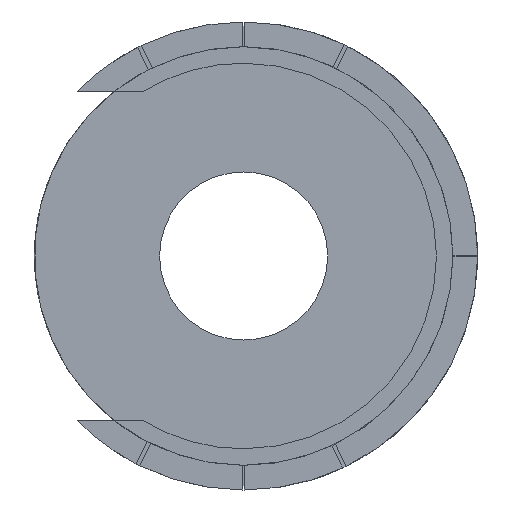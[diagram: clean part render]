
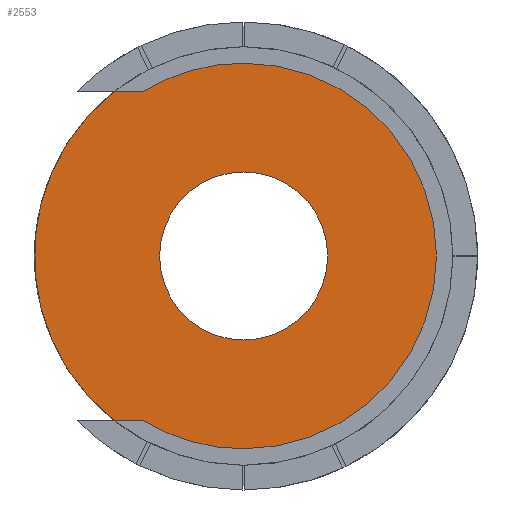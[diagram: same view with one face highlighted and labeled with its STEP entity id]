
A CAD part, left-side view. The second image highlights one B-rep face of the part: STEP entity #2553.
In plain terms, the highlighted planar face has unit normal (-1, 0, 0).
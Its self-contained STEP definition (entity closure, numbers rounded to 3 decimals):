
#56 = CIRCLE ( 'NONE', #1315, 10.2 ) ;
#84 = CARTESIAN_POINT ( 'NONE',  ( 19.8, 12.147, 20. ) ) ;
#128 = ORIENTED_EDGE ( 'NONE', *, *, #1950, .F. ) ;
#177 = CARTESIAN_POINT ( 'NONE',  ( 19.8, 0., 0. ) ) ;
#219 = VERTEX_POINT ( 'NONE', #726 ) ;
#233 = FACE_BOUND ( 'NONE', #2546, .T. ) ;
#304 = EDGE_CURVE ( 'NONE', #683, #2101, #2404, .T. ) ;
#317 = DIRECTION ( 'NONE',  ( 0., 0., 1. ) ) ;
#409 = ORIENTED_EDGE ( 'NONE', *, *, #1048, .T. ) ;
#444 = VERTEX_POINT ( 'NONE', #1974 ) ;
#449 = DIRECTION ( 'NONE',  ( -1., 0., 0. ) ) ;
#465 = ORIENTED_EDGE ( 'NONE', *, *, #508, .F. ) ;
#489 = CARTESIAN_POINT ( 'NONE',  ( 19.8, 0., -10.2 ) ) ;
#508 = EDGE_CURVE ( 'NONE', #1678, #444, #56, .T. ) ;
#537 = AXIS2_PLACEMENT_3D ( 'NONE', #856, #1689, #637 ) ;
#563 = CARTESIAN_POINT ( 'NONE',  ( 19.8, 0., 0. ) ) ;
#583 = DIRECTION ( 'NONE',  ( -1., 0., 0. ) ) ;
#608 = DIRECTION ( 'NONE',  ( 0., 0., 1. ) ) ;
#625 = LINE ( 'NONE', #652, #1367 ) ;
#637 = DIRECTION ( 'NONE',  ( 0., 0., 1. ) ) ;
#652 = CARTESIAN_POINT ( 'NONE',  ( 19.8, 28.4, 20. ) ) ;
#683 = VERTEX_POINT ( 'NONE', #760 ) ;
#692 = AXIS2_PLACEMENT_3D ( 'NONE', #2284, #583, #1167 ) ;
#726 = CARTESIAN_POINT ( 'NONE',  ( 19.8, 0., 23.4 ) ) ;
#760 = CARTESIAN_POINT ( 'NONE',  ( 19.8, 12.147, -20. ) ) ;
#766 = DIRECTION ( 'NONE',  ( 0., -1., 0. ) ) ;
#856 = CARTESIAN_POINT ( 'NONE',  ( 19.8, 0., 0. ) ) ;
#866 = ORIENTED_EDGE ( 'NONE', *, *, #1526, .F. ) ;
#1005 = LINE ( 'NONE', #2735, #2245 ) ;
#1029 = CIRCLE ( 'NONE', #537, 25.4 ) ;
#1040 = AXIS2_PLACEMENT_3D ( 'NONE', #177, #1261, #608 ) ;
#1048 = EDGE_CURVE ( 'NONE', #219, #2084, #1821, .T. ) ;
#1098 = VERTEX_POINT ( 'NONE', #2060 ) ;
#1103 = DIRECTION ( 'NONE',  ( -1., 0., 0. ) ) ;
#1146 = CARTESIAN_POINT ( 'NONE',  ( 19.8, 0., -23.4 ) ) ;
#1167 = DIRECTION ( 'NONE',  ( 0., 0., 1. ) ) ;
#1216 = DIRECTION ( 'NONE',  ( 0., -1., 0. ) ) ;
#1261 = DIRECTION ( 'NONE',  ( -1., 0., 0. ) ) ;
#1315 = AXIS2_PLACEMENT_3D ( 'NONE', #2384, #449, #2171 ) ;
#1341 = EDGE_CURVE ( 'NONE', #2101, #219, #1406, .T. ) ;
#1347 = DIRECTION ( 'NONE',  ( 1., 0., 0. ) ) ;
#1367 = VECTOR ( 'NONE', #1216, 1000. ) ;
#1406 = CIRCLE ( 'NONE', #2674, 23.4 ) ;
#1421 = ORIENTED_EDGE ( 'NONE', *, *, #1341, .T. ) ;
#1423 = AXIS2_PLACEMENT_3D ( 'NONE', #2397, #1347, #2017 ) ;
#1526 = EDGE_CURVE ( 'NONE', #1098, #2084, #625, .T. ) ;
#1567 = PLANE ( 'NONE',  #1423 ) ;
#1571 = ORIENTED_EDGE ( 'NONE', *, *, #304, .T. ) ;
#1576 = CARTESIAN_POINT ( 'NONE',  ( 19.8, 15.658, -20. ) ) ;
#1618 = EDGE_LOOP ( 'NONE', ( #1571, #1421, #409, #866, #1644, #2523 ) ) ;
#1644 = ORIENTED_EDGE ( 'NONE', *, *, #2427, .T. ) ;
#1678 = VERTEX_POINT ( 'NONE', #489 ) ;
#1689 = DIRECTION ( 'NONE',  ( -1., 0., 0. ) ) ;
#1702 = FACE_OUTER_BOUND ( 'NONE', #1618, .T. ) ;
#1821 = CIRCLE ( 'NONE', #692, 23.4 ) ;
#1950 = EDGE_CURVE ( 'NONE', #444, #1678, #2370, .T. ) ;
#1962 = CARTESIAN_POINT ( 'NONE',  ( 19.8, 0., 0. ) ) ;
#1974 = CARTESIAN_POINT ( 'NONE',  ( 19.8, 0., 10.2 ) ) ;
#2017 = DIRECTION ( 'NONE',  ( 0., 0., -1. ) ) ;
#2060 = CARTESIAN_POINT ( 'NONE',  ( 19.8, 15.658, 20. ) ) ;
#2084 = VERTEX_POINT ( 'NONE', #84 ) ;
#2101 = VERTEX_POINT ( 'NONE', #1146 ) ;
#2121 = VERTEX_POINT ( 'NONE', #1576 ) ;
#2158 = DIRECTION ( 'NONE',  ( 0., 0., 1. ) ) ;
#2171 = DIRECTION ( 'NONE',  ( 0., 0., 1. ) ) ;
#2239 = DIRECTION ( 'NONE',  ( -1., 0., 0. ) ) ;
#2245 = VECTOR ( 'NONE', #766, 1000. ) ;
#2284 = CARTESIAN_POINT ( 'NONE',  ( 19.8, 0., 0. ) ) ;
#2365 = EDGE_CURVE ( 'NONE', #2121, #683, #1005, .T. ) ;
#2370 = CIRCLE ( 'NONE', #2776, 10.2 ) ;
#2384 = CARTESIAN_POINT ( 'NONE',  ( 19.8, 0., 0. ) ) ;
#2397 = CARTESIAN_POINT ( 'NONE',  ( 19.8, 23.4, 0. ) ) ;
#2404 = CIRCLE ( 'NONE', #1040, 23.4 ) ;
#2427 = EDGE_CURVE ( 'NONE', #1098, #2121, #1029, .T. ) ;
#2523 = ORIENTED_EDGE ( 'NONE', *, *, #2365, .T. ) ;
#2546 = EDGE_LOOP ( 'NONE', ( #128, #465 ) ) ;
#2553 = ADVANCED_FACE ( 'NONE', ( #1702, #233 ), #1567, .F. ) ;
#2674 = AXIS2_PLACEMENT_3D ( 'NONE', #563, #2239, #317 ) ;
#2735 = CARTESIAN_POINT ( 'NONE',  ( 19.8, 28.4, -20. ) ) ;
#2776 = AXIS2_PLACEMENT_3D ( 'NONE', #1962, #1103, #2158 ) ;
